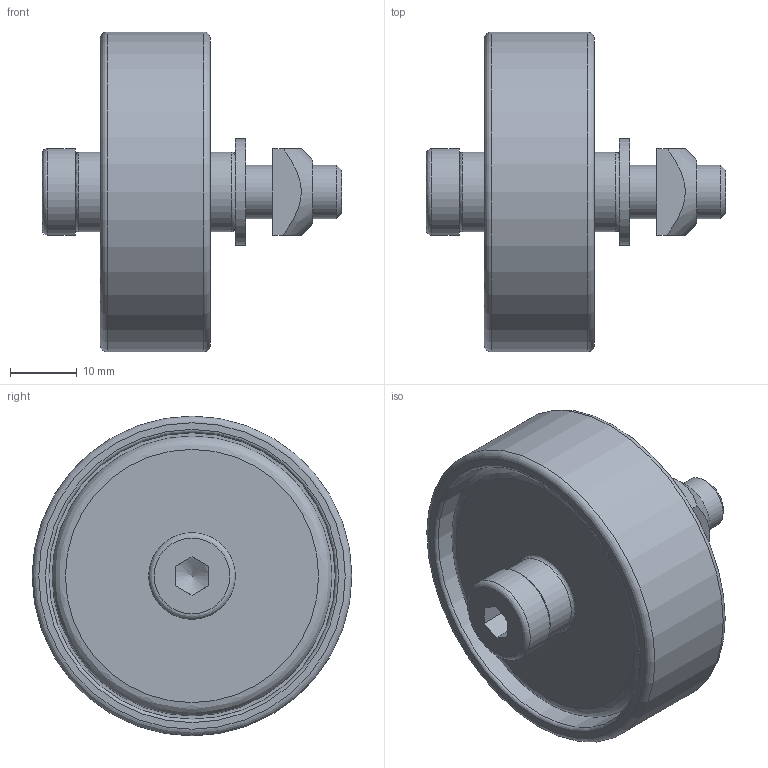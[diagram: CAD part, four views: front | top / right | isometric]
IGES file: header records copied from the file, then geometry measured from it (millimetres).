
Global section: file name: 700110.stp.ipt; native system: Autodesk Inventor 2014; preprocessor: unknown; author: zeman; date: 20151016.102006; units: millimetre
Bounding box: 45 x 48 x 48 mm (x, y, z)
Volume: 25692.1 mm3; surface area: 15925 mm2
Topology: 5 solids, 5 shells, 57 faces, 140 edges, 100 vertices
Faces by surface type: plane 27, revolution 18, cylinder 9, cone 2, bspline 1
Full cylindrical faces by diameter (mm): 8 x1, 12 x2, 13 x1, 16 x1, 22 x1, 42 x2, 48 x1
